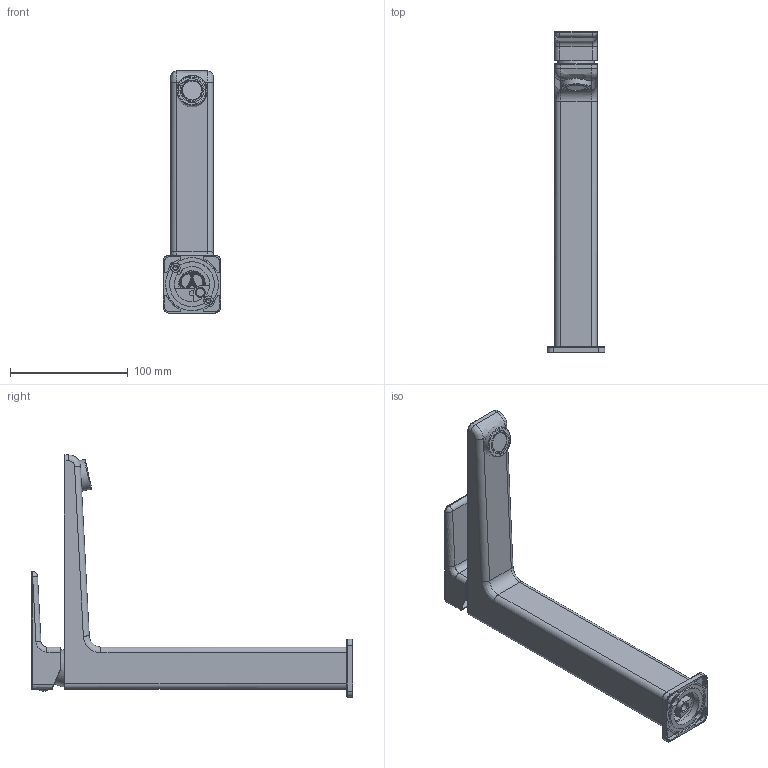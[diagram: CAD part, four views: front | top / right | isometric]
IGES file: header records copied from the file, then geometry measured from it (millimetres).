
Global section: file name: 5902539821734_igs; native system: Autodesk Inventor 2020; preprocessor: unknown; date: 20200727.134418; units: millimetre
Bounding box: 49 x 272.71 x 205.62 mm (x, y, z)
Volume: 186392.5 mm3; surface area: 132661.4 mm2
Topology: 13 solids, 13 shells, 532 faces, 1386 edges, 909 vertices
Faces by surface type: bspline 532
